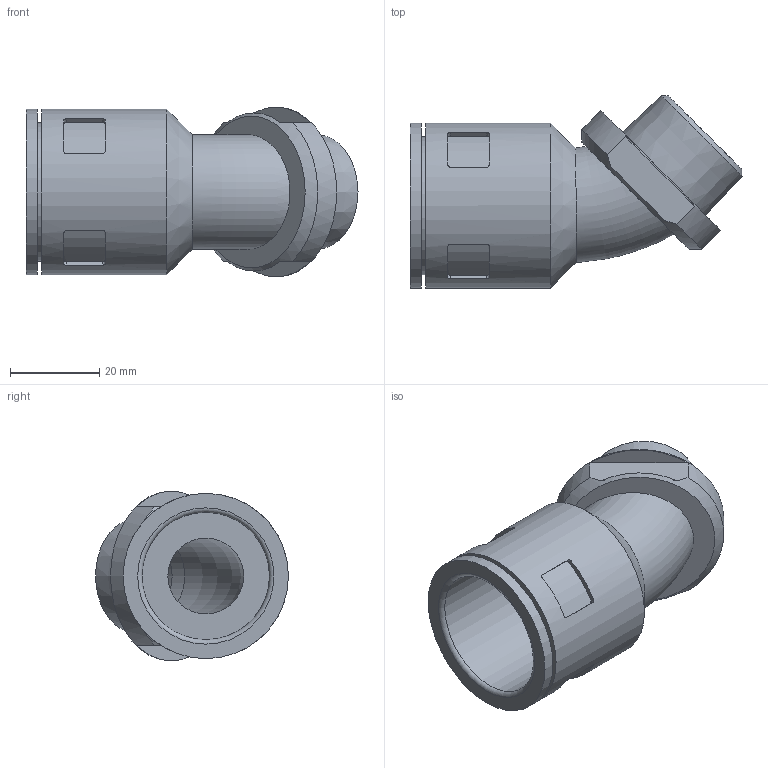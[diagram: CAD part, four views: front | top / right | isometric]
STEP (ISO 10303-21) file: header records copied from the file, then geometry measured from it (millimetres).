
FILE_DESCRIPTION( ( 'STEP AP203' ), '1' );
FILE_NAME( 'FLEXA RQB1 45-N 5701.028.214.stp', '2020-03-24T08:35:09', ( 'License CC BY-ND 4.0' ), ( 'CADENAS' ), ' ', 'PARTsolutions', ' ' );
FILE_SCHEMA( ( 'CONFIG_CONTROL_DESIGN' ) );
Length unit declared in the file: millimetre
Products named in the file (1): _FLEXA RQB1 45-N 5701.028.214
Bounding box: 74.33 x 43.17 x 38 mm (x, y, z)
Volume: 29845.7 mm3; surface area: 15406.4 mm2
Topology: 1 solids, 1 shells, 65 faces, 156 edges, 102 vertices
Faces by surface type: plane 30, cylinder 27, cone 4, torus 4
Full cylindrical faces by diameter (mm): 17 x2, 28.5 x1, 30.95 x1, 37 x2, 38 x1
Entity records: 2108 total; most frequent: CARTESIAN_POINT 666, ORIENTED_EDGE 274, DIRECTION 272, EDGE_CURVE 137, AXIS2_PLACEMENT_3D 108, VERTEX_POINT 98, EDGE_LOOP 91, FACE_OUTER_BOUND 76
